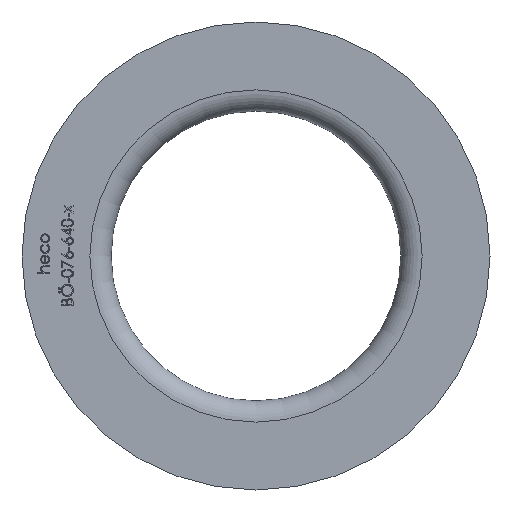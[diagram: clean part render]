
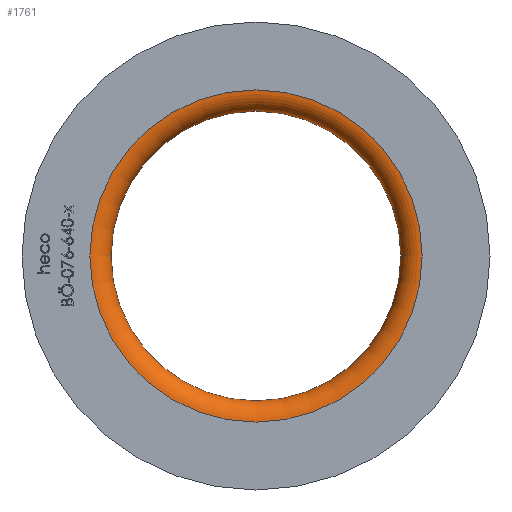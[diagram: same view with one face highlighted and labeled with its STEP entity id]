
A CAD part, left-side view. The second image highlights one B-rep face of the part: STEP entity #1761.
In plain terms, the highlighted toroidal (fillet/blend) face has major radius 39.05 mm and minor radius 5 mm.
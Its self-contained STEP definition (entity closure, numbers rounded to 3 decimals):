
#378 = AXIS2_PLACEMENT_3D ( 'NONE', #8874, #7800, #12212 ) ;
#1503 = EDGE_LOOP ( 'NONE', ( #3323 ) ) ;
#1761 = ADVANCED_FACE ( 'NONE', ( #7050, #5553 ), #4557, .T. ) ;
#1816 = DIRECTION ( 'NONE',  ( -1., 0., 0. ) ) ;
#2026 = EDGE_LOOP ( 'NONE', ( #3140 ) ) ;
#3140 = ORIENTED_EDGE ( 'NONE', *, *, #4858, .F. ) ;
#3323 = ORIENTED_EDGE ( 'NONE', *, *, #14068, .F. ) ;
#3368 = CARTESIAN_POINT ( 'NONE',  ( 0., 0., -39.05 ) ) ;
#3485 = AXIS2_PLACEMENT_3D ( 'NONE', #5671, #8705, #4437 ) ;
#3922 = DIRECTION ( 'NONE',  ( 0., 0., -1. ) ) ;
#4437 = DIRECTION ( 'NONE',  ( 0., 0., -1. ) ) ;
#4557 = TOROIDAL_SURFACE ( 'NONE', #378, 39.05, 5. ) ;
#4858 = EDGE_CURVE ( 'NONE', #9953, #9953, #9712, .T. ) ;
#5553 = FACE_OUTER_BOUND ( 'NONE', #1503, .T. ) ;
#5671 = CARTESIAN_POINT ( 'NONE',  ( 0., 0., 0. ) ) ;
#7050 = FACE_OUTER_BOUND ( 'NONE', #2026, .T. ) ;
#7778 = VERTEX_POINT ( 'NONE', #12191 ) ;
#7800 = DIRECTION ( 'NONE',  ( 1., 0., 0. ) ) ;
#8705 = DIRECTION ( 'NONE',  ( 1., 0., 0. ) ) ;
#8874 = CARTESIAN_POINT ( 'NONE',  ( 5., 0., 0. ) ) ;
#9006 = AXIS2_PLACEMENT_3D ( 'NONE', #9414, #1816, #3922 ) ;
#9414 = CARTESIAN_POINT ( 'NONE',  ( 5., 0., 0. ) ) ;
#9712 = CIRCLE ( 'NONE', #3485, 39.05 ) ;
#9953 = VERTEX_POINT ( 'NONE', #3368 ) ;
#11542 = CIRCLE ( 'NONE', #9006, 34.05 ) ;
#12191 = CARTESIAN_POINT ( 'NONE',  ( 5., 0., -34.05 ) ) ;
#12212 = DIRECTION ( 'NONE',  ( 0., 0., -1. ) ) ;
#14068 = EDGE_CURVE ( 'NONE', #7778, #7778, #11542, .T. ) ;
